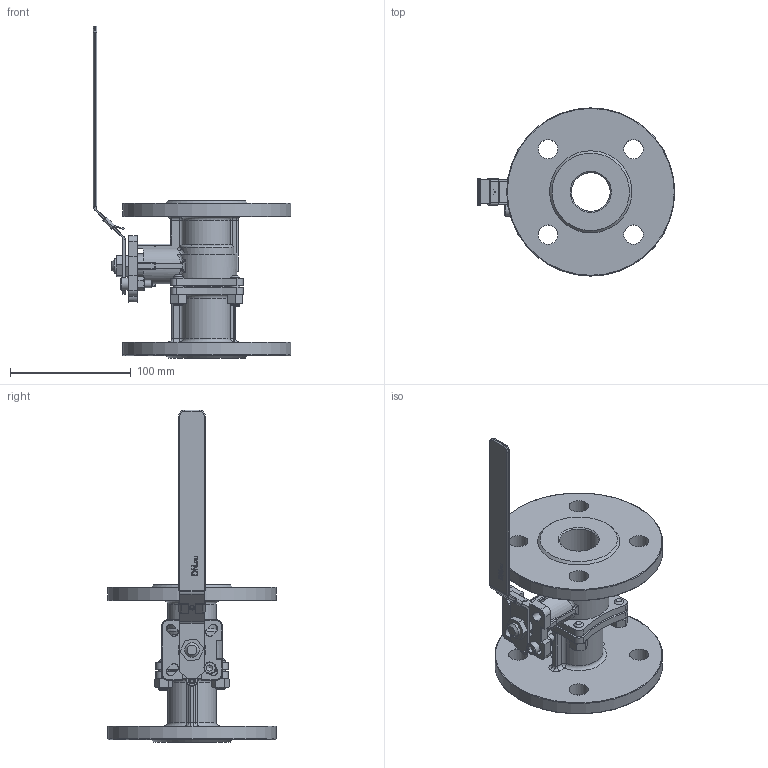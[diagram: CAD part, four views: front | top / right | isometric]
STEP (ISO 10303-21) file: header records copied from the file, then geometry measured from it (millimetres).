
FILE_DESCRIPTION(/* description */ (''),/* implementation_level */ '2;1');
FILE_NAME(/* name */ 'DN32_3D_STEP.stp',/* time_stamp */ '2023-12-14T14:31:06+03:00',/* author */ ('igorr'),/* organization */ (''),/* preprocessor_version */ 'ST-DEVELOPER v19.2',/* originating_system */ 'Autodesk Inventor 2023',/* authorisation */ '');
FILE_SCHEMA (('AUTOMOTIVE_DESIGN { 1 0 10303 214 3 1 1 }'));
Length unit declared in the file: millimetre
Products named in the file (13): Сборка; Деталь1; Деталь2; Деталь3; Деталь4; Деталь5; Деталь6; Деталь7; AS 1421 - M8 x 25 засверленный 
конец; AS 1420 - 1973 - M6 x 20; ANSI B18.2.4.2M - M8x1,25; ANSI B18.2.4.2M - M6x1; BS 4183 - M10
Assembly tree (20 placements, depth 2):
  Сборка
    Деталь1
    Деталь2
    Деталь3
    Деталь4  x2
    Деталь5
    Деталь6
    Деталь7
    AS 1421 - M8 x 25 засверленный 
конец  x4
    AS 1420 - 1973 - M6 x 20
    ANSI B18.2.4.2M - M8x1,25  x4
    ANSI B18.2.4.2M - M6x1
    BS 4183 - M10  x2
Bounding box: 163.4 x 139 x 274.56 mm (x, y, z)
Volume: 476096.5 mm3; surface area: 152688.5 mm2
Topology: 20 solids, 20 shells, 781 faces, 1854 edges, 1133 vertices
Faces by surface type: plane 369, cylinder 193, cone 98, bspline 62, torus 42, sphere 17
Full cylindrical faces by diameter (mm): 1 x1, 4.917 x1, 5 x1, 6 x10, 6.647 x4, 8 x5, 8.376 x2, 10 x1, 12 x1, 16 x8, 20 x1, 22 x1, 23 x2, 32 x5, 38 x4, 45 x2, 50 x2, 139 x2
Entity records: 21020 total; most frequent: CARTESIAN_POINT 5182, ORIENTED_EDGE 3088, DIRECTION 3058, EDGE_CURVE 1544, AXIS2_PLACEMENT_3D 1124, VERTEX_POINT 957, LINE 810, VECTOR 810
